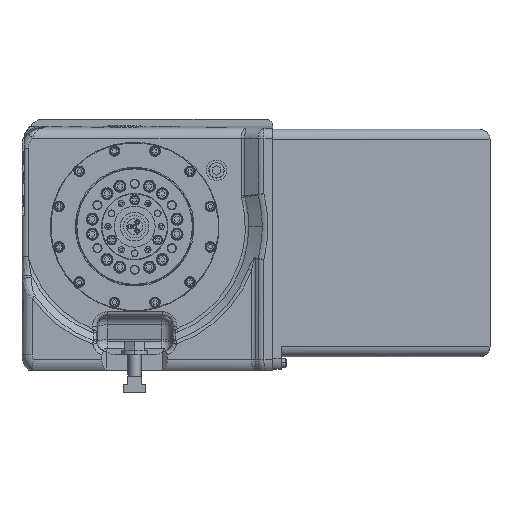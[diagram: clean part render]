
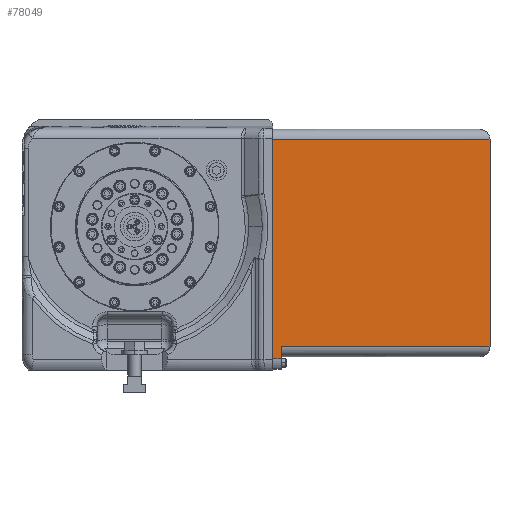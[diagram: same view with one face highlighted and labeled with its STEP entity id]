
A CAD part, top view. The second image highlights one B-rep face of the part: STEP entity #78049.
In plain terms, the highlighted face is planar.
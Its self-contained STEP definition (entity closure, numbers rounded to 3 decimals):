
#413 = VERTEX_POINT ( 'NONE', #5210 ) ;
#960 = VECTOR ( 'NONE', #92257, 1000. ) ;
#1393 = CARTESIAN_POINT ( 'NONE',  ( -8., 10., -107. ) ) ;
#5210 = CARTESIAN_POINT ( 'NONE',  ( 0., 10., -107. ) ) ;
#5362 = LINE ( 'NONE', #63759, #63059 ) ;
#5924 = ORIENTED_EDGE ( 'NONE', *, *, #63789, .T. ) ;
#6491 = ORIENTED_EDGE ( 'NONE', *, *, #68867, .F. ) ;
#6927 = CARTESIAN_POINT ( 'NONE',  ( 0., 224., -107. ) ) ;
#7502 = PLANE ( 'NONE',  #38294 ) ;
#8212 = FACE_OUTER_BOUND ( 'NONE', #88639, .T. ) ;
#8268 = VECTOR ( 'NONE', #81250, 1000. ) ;
#11375 = CARTESIAN_POINT ( 'NONE',  ( -212., 224., -107. ) ) ;
#14784 = ORIENTED_EDGE ( 'NONE', *, *, #27826, .T. ) ;
#15092 = DIRECTION ( 'NONE',  ( 0., 0., 1. ) ) ;
#16563 = CARTESIAN_POINT ( 'NONE',  ( -212., 22., -107. ) ) ;
#19833 = CARTESIAN_POINT ( 'NONE',  ( 8., 224., -107. ) ) ;
#20984 = LINE ( 'NONE', #47190, #960 ) ;
#21062 = CARTESIAN_POINT ( 'NONE',  ( -212., 22., -107. ) ) ;
#21432 = VECTOR ( 'NONE', #57295, 1000. ) ;
#24536 = EDGE_CURVE ( 'NONE', #94483, #71428, #5362, .T. ) ;
#26004 = VECTOR ( 'NONE', #88824, 1000. ) ;
#27826 = EDGE_CURVE ( 'NONE', #63401, #46736, #89450, .T. ) ;
#28352 = LINE ( 'NONE', #43752, #26004 ) ;
#36774 = EDGE_CURVE ( 'NONE', #413, #58721, #20984, .T. ) ;
#38294 = AXIS2_PLACEMENT_3D ( 'NONE', #60107, #15092, #67712 ) ;
#38856 = CARTESIAN_POINT ( 'NONE',  ( -8., 22., -107. ) ) ;
#41417 = LINE ( 'NONE', #19833, #21432 ) ;
#42667 = EDGE_CURVE ( 'NONE', #63401, #71428, #61206, .T. ) ;
#43752 = CARTESIAN_POINT ( 'NONE',  ( 8., 10., -107. ) ) ;
#46112 = CARTESIAN_POINT ( 'NONE',  ( -212., 224., -107. ) ) ;
#46736 = VERTEX_POINT ( 'NONE', #11375 ) ;
#47190 = CARTESIAN_POINT ( 'NONE',  ( 0., 224., -107. ) ) ;
#51765 = VECTOR ( 'NONE', #53355, 1000. ) ;
#53355 = DIRECTION ( 'NONE',  ( 0., 1., 0. ) ) ;
#56164 = DIRECTION ( 'NONE',  ( 0., 1., 0. ) ) ;
#57295 = DIRECTION ( 'NONE',  ( -1., 0., 0. ) ) ;
#58721 = VERTEX_POINT ( 'NONE', #6927 ) ;
#59106 = ORIENTED_EDGE ( 'NONE', *, *, #36774, .F. ) ;
#60107 = CARTESIAN_POINT ( 'NONE',  ( 8., 224., -107. ) ) ;
#61206 = LINE ( 'NONE', #21062, #8268 ) ;
#63059 = VECTOR ( 'NONE', #56164, 1000. ) ;
#63401 = VERTEX_POINT ( 'NONE', #16563 ) ;
#63759 = CARTESIAN_POINT ( 'NONE',  ( -8., 224., -107. ) ) ;
#63789 = EDGE_CURVE ( 'NONE', #413, #94483, #28352, .T. ) ;
#67712 = DIRECTION ( 'NONE',  ( 0., -1., 0. ) ) ;
#67835 = ORIENTED_EDGE ( 'NONE', *, *, #24536, .T. ) ;
#68867 = EDGE_CURVE ( 'NONE', #58721, #46736, #41417, .T. ) ;
#69058 = ORIENTED_EDGE ( 'NONE', *, *, #42667, .F. ) ;
#71428 = VERTEX_POINT ( 'NONE', #38856 ) ;
#78049 = ADVANCED_FACE ( 'NONE', ( #8212 ), #7502, .F. ) ;
#81250 = DIRECTION ( 'NONE',  ( 1., 0., 0. ) ) ;
#88639 = EDGE_LOOP ( 'NONE', ( #59106, #5924, #67835, #69058, #14784, #6491 ) ) ;
#88824 = DIRECTION ( 'NONE',  ( -1., 0., 0. ) ) ;
#89450 = LINE ( 'NONE', #46112, #51765 ) ;
#92257 = DIRECTION ( 'NONE',  ( 0., 1., 0. ) ) ;
#94483 = VERTEX_POINT ( 'NONE', #1393 ) ;
